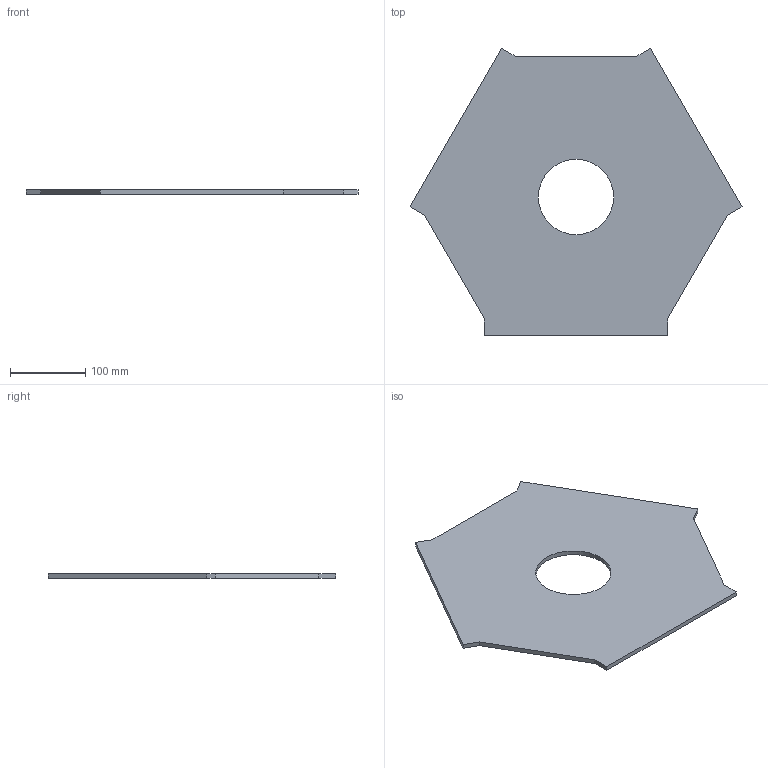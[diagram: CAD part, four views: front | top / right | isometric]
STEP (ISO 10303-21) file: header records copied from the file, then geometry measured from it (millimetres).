
FILE_DESCRIPTION(('FreeCAD Model'),'2;1');
FILE_NAME('top_cover.step', '2020-07-22T01:27:21',('Author'),(''), 'Open CASCADE STEP processor 7.4','FreeCAD','Unknown');
FILE_SCHEMA(('AUTOMOTIVE_DESIGN { 1 0 10303 214 1 1 1 1 }'));
Length unit declared in the file: millimetre
Products named in the file (1): top_cover_001
Bounding box: 442.43 x 383.16 x 6 mm (x, y, z)
Volume: 676400.4 mm3; surface area: 235431.5 mm2
Topology: 1 solids, 1 shells, 15 faces, 39 edges, 26 vertices
Faces by surface type: plane 14, cylinder 1
Full cylindrical faces by diameter (mm): 100.4 x1
Entity records: 988 total; most frequent: CARTESIAN_POINT 159, DIRECTION 151, LINE 113, VECTOR 113, ORIENTED_EDGE 78, PCURVE 78, DEFINITIONAL_REPRESENTATION 78, EDGE_CURVE 39
